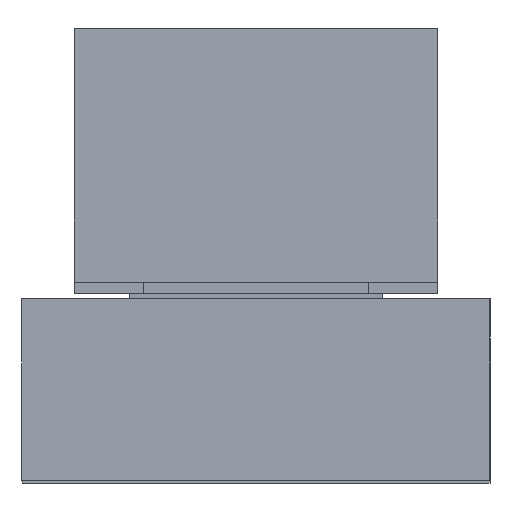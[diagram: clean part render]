
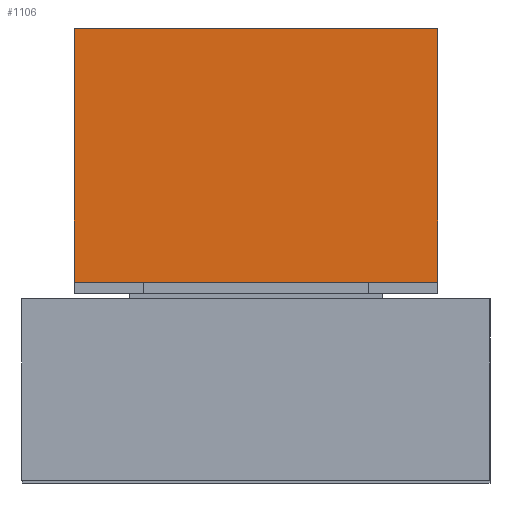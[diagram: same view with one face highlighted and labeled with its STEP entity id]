
A CAD part, left-side view. The second image highlights one B-rep face of the part: STEP entity #1106.
In plain terms, the highlighted planar face has unit normal (-1, 0, 0).
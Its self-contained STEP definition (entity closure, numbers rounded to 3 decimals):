
#401=CARTESIAN_POINT('Vertex',(46.944,14.,165.063)) ;
#404=CARTESIAN_POINT('Line Origine',(46.944,14.,119.063)) ;
#408=CARTESIAN_POINT('Vertex',(46.944,14.,73.063)) ;
#741=CARTESIAN_POINT('Vertex',(46.944,146.,73.063)) ;
#744=CARTESIAN_POINT('Line Origine',(46.944,146.,119.063)) ;
#748=CARTESIAN_POINT('Vertex',(46.944,146.,165.063)) ;
#1055=CARTESIAN_POINT('Line Origine',(46.944,80.,165.063)) ;
#1090=CARTESIAN_POINT('Axis2P3D Location',(46.944,14.,73.063)) ;
#1095=CARTESIAN_POINT('Line Origine',(46.944,80.,73.063)) ;
#405=DIRECTION('Vector Direction',(0.,0.,-1.)) ;
#745=DIRECTION('Vector Direction',(0.,0.,1.)) ;
#1056=DIRECTION('Vector Direction',(0.,-1.,0.)) ;
#1091=DIRECTION('Axis2P3D Direction',(1.,0.,0.)) ;
#1092=DIRECTION('Axis2P3D XDirection',(0.,1.,0.)) ;
#1096=DIRECTION('Vector Direction',(0.,1.,0.)) ;
#1093=AXIS2_PLACEMENT_3D('Plane Axis2P3D',#1090,#1091,#1092) ;
#1101=ORIENTED_EDGE('',*,*,#410,.F.) ;
#1102=ORIENTED_EDGE('',*,*,#1059,.F.) ;
#1103=ORIENTED_EDGE('',*,*,#750,.F.) ;
#1104=ORIENTED_EDGE('',*,*,#1099,.F.) ;
#406=VECTOR('Line Direction',#405,1.) ;
#746=VECTOR('Line Direction',#745,1.) ;
#1057=VECTOR('Line Direction',#1056,1.) ;
#1097=VECTOR('Line Direction',#1096,1.) ;
#1106=ADVANCED_FACE('CU_CRCS-15000_1.1\\PartBody',(#1105),#1094,.F.) ;
#410=EDGE_CURVE('',#402,#409,#407,.T.) ;
#750=EDGE_CURVE('',#742,#749,#747,.T.) ;
#1059=EDGE_CURVE('',#749,#402,#1058,.T.) ;
#1099=EDGE_CURVE('',#409,#742,#1098,.T.) ;
#1100=EDGE_LOOP('',(#1101,#1102,#1103,#1104)) ;
#1105=FACE_OUTER_BOUND('',#1100,.T.) ;
#407=LINE('Line',#404,#406) ;
#747=LINE('Line',#744,#746) ;
#1058=LINE('Line',#1055,#1057) ;
#1098=LINE('Line',#1095,#1097) ;
#1094=PLANE('Plane',#1093) ;
#402=VERTEX_POINT('',#401) ;
#409=VERTEX_POINT('',#408) ;
#742=VERTEX_POINT('',#741) ;
#749=VERTEX_POINT('',#748) ;
